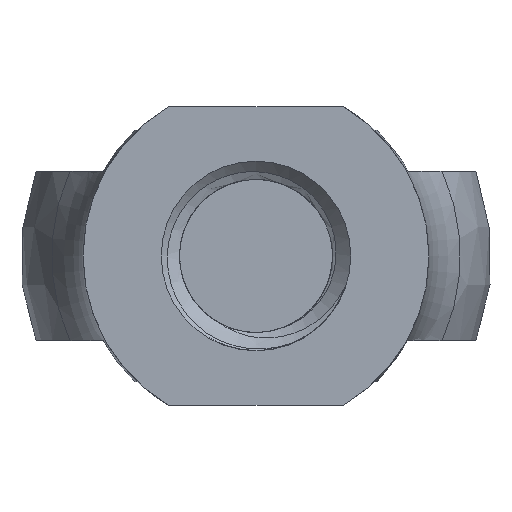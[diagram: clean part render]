
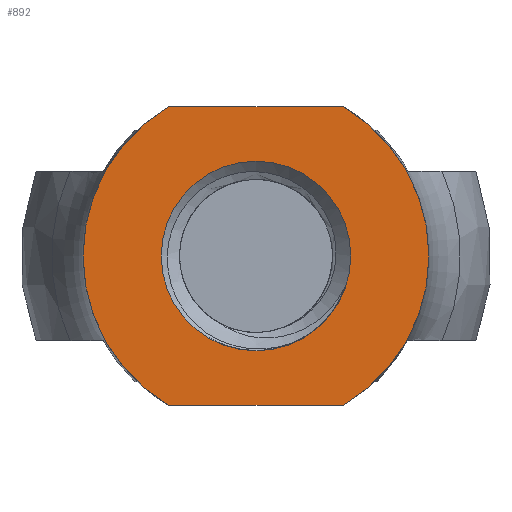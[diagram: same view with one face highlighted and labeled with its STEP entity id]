
A CAD part, front view. The second image highlights one B-rep face of the part: STEP entity #892.
In plain terms, the highlighted planar face has unit normal (0, -1, 0).
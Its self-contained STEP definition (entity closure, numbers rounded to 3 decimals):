
#19=FACE_BOUND('',#132,.T.);
#24=PLANE('',#975);
#79=FACE_OUTER_BOUND('',#131,.T.);
#131=EDGE_LOOP('',(#695,#696,#697,#698));
#132=EDGE_LOOP('',(#699));
#179=CIRCLE('',#968,6.025);
#180=CIRCLE('',#970,11.);
#182=CIRCLE('',#976,11.);
#275=LINE('',#3274,#317);
#276=LINE('',#3277,#318);
#317=VECTOR('',#1137,1000.);
#318=VECTOR('',#1140,1000.);
#399=VERTEX_POINT('',#3239);
#400=VERTEX_POINT('',#3243);
#401=VERTEX_POINT('',#3244);
#406=VERTEX_POINT('',#3273);
#407=VERTEX_POINT('',#3275);
#518=EDGE_CURVE('',#399,#399,#179,.T.);
#519=EDGE_CURVE('',#400,#401,#180,.T.);
#527=EDGE_CURVE('',#400,#406,#275,.T.);
#528=EDGE_CURVE('',#407,#406,#182,.T.);
#529=EDGE_CURVE('',#407,#401,#276,.T.);
#695=ORIENTED_EDGE('',*,*,#527,.T.);
#696=ORIENTED_EDGE('',*,*,#528,.F.);
#697=ORIENTED_EDGE('',*,*,#529,.T.);
#698=ORIENTED_EDGE('',*,*,#519,.F.);
#699=ORIENTED_EDGE('',*,*,#518,.F.);
#892=ADVANCED_FACE('',(#79,#19),#24,.F.);
#968=AXIS2_PLACEMENT_3D('',#3241,#1119,#1120);
#970=AXIS2_PLACEMENT_3D('',#3245,#1123,#1124);
#975=AXIS2_PLACEMENT_3D('',#3272,#1135,#1136);
#976=AXIS2_PLACEMENT_3D('',#3276,#1138,#1139);
#1119=DIRECTION('center_axis',(0.,-1.,0.));
#1120=DIRECTION('ref_axis',(1.,0.,0.));
#1123=DIRECTION('center_axis',(0.,1.,0.));
#1124=DIRECTION('ref_axis',(-1.,0.,0.));
#1135=DIRECTION('center_axis',(0.,1.,0.));
#1136=DIRECTION('ref_axis',(-1.,0.,0.));
#1137=DIRECTION('',(1.,0.,0.));
#1138=DIRECTION('center_axis',(0.,1.,0.));
#1139=DIRECTION('ref_axis',(-1.,0.,0.));
#1140=DIRECTION('',(-1.,0.,0.));
#3239=CARTESIAN_POINT('',(-6.025,-24.,0.));
#3241=CARTESIAN_POINT('Origin',(0.,-24.,0.));
#3243=CARTESIAN_POINT('',(-5.545,-24.,-9.5));
#3244=CARTESIAN_POINT('',(-5.545,-24.,9.5));
#3245=CARTESIAN_POINT('Origin',(0.,-24.,0.));
#3272=CARTESIAN_POINT('Origin',(11.,-24.,0.));
#3273=CARTESIAN_POINT('',(5.545,-24.,-9.5));
#3274=CARTESIAN_POINT('',(-9.5,-24.,-9.5));
#3275=CARTESIAN_POINT('',(5.545,-24.,9.5));
#3276=CARTESIAN_POINT('Origin',(0.,-24.,0.));
#3277=CARTESIAN_POINT('',(-9.5,-24.,9.5));
